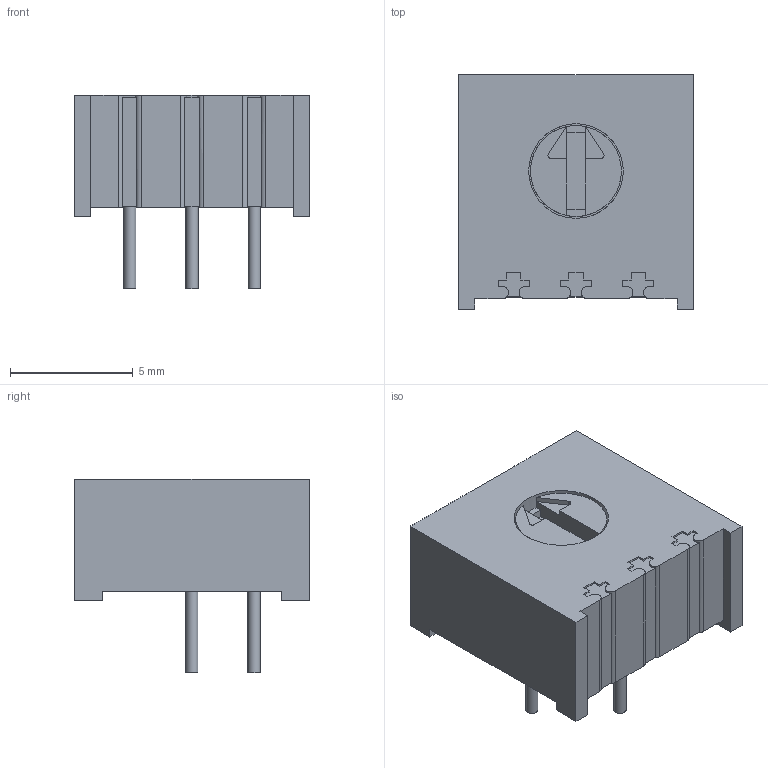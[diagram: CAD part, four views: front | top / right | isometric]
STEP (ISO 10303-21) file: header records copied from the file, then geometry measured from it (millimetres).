
FILE_DESCRIPTION(/* description */ (''),/* implementation_level */ '2;1');
FILE_NAME(/* name */ 'Bourns 3386P-1.step',/* time_stamp */ '2022-06-17T03:01:19+01:00',/* author */ (''),/* organization */ (''),/* preprocessor_version */ 'ST-DEVELOPER v19',/* originating_system */ 'Autodesk Translation Framework v11.7.0.108',/* authorisation */ '');
FILE_SCHEMA (('AUTOMOTIVE_DESIGN { 1 0 10303 214 3 1 1 }'));
Length unit declared in the file: millimetre
Products named in the file (2): Bourns 3386P-1; 33756-68000
Assembly tree (1 placements, depth 2):
  Bourns 3386P-1
    33756-68000
Bounding box: 9.58 x 9.58 x 7.9 mm (x, y, z)
Volume: 390.1 mm3; surface area: 491.9 mm2
Topology: 1 solids, 1 shells, 166 faces, 452 edges, 297 vertices
Faces by surface type: plane 131, cylinder 28, cone 5, torus 2
Full cylindrical faces by diameter (mm): 0.508 x3, 3.708 x1, 3.861 x1, 5.41 x1, 6.401 x1, 6.502 x1
Entity records: 5405 total; most frequent: CARTESIAN_POINT 1035, ORIENTED_EDGE 904, DIRECTION 868, EDGE_CURVE 452, LINE 366, VECTOR 366, VERTEX_POINT 297, AXIS2_PLACEMENT_3D 251
